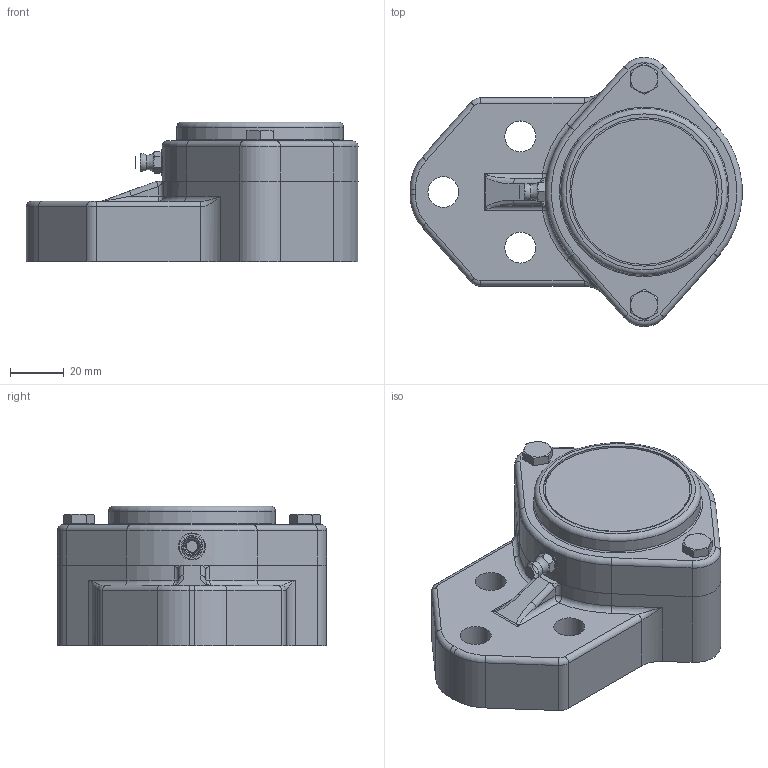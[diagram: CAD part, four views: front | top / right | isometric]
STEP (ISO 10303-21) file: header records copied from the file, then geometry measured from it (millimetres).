
FILE_DESCRIPTION(/* description */ (''),/* implementation_level */ '2;1');
FILE_NAME(/* name */ 'NG25-FBL30.stp',/* time_stamp */ '2019-12-13T10:28:40+01:00',/* author */ ('fje'),/* organization */ (''),/* preprocessor_version */ 'ST-DEVELOPER v17',/* originating_system */ 'Autodesk Inventor 2018',/* authorisation */ '');
FILE_SCHEMA (('CONFIG_CONTROL_DESIGN'));
Length unit declared in the file: millimetre
Products named in the file (1): Part11
Bounding box: 123.38 x 100 x 52 mm (x, y, z)
Volume: 251620.6 mm3; surface area: 86066.3 mm2
Topology: 17 solids, 19 shells, 379 faces, 957 edges, 633 vertices
Faces by surface type: plane 156, cylinder 115, cone 55, torus 36, bspline 10, sphere 7
Full cylindrical faces by diameter (mm): 2.4 x1, 3 x4, 4.917 x2, 5.459 x2, 6 x4, 6.5 x2, 7 x4, 7.8 x4, 8 x1, 8.7 x2, 9 x3, 10 x1, 11.5 x3, 25 x2, 29.2 x1, 30.5 x2, 31.5 x1, 32.87 x2, 34 x1, 34.45 x1, 35 x2, 37.5 x1, 42.35 x1, 43.93 x4, 54 x2, 55.2 x1, 60.5 x2, 62 x4, 67 x1, 69.8 x1
Entity records: 12994 total; most frequent: CARTESIAN_POINT 3098, DIRECTION 2052, ORIENTED_EDGE 1910, EDGE_CURVE 955, AXIS2_PLACEMENT_3D 837, VERTEX_POINT 655, CIRCLE 459, EDGE_LOOP 457
